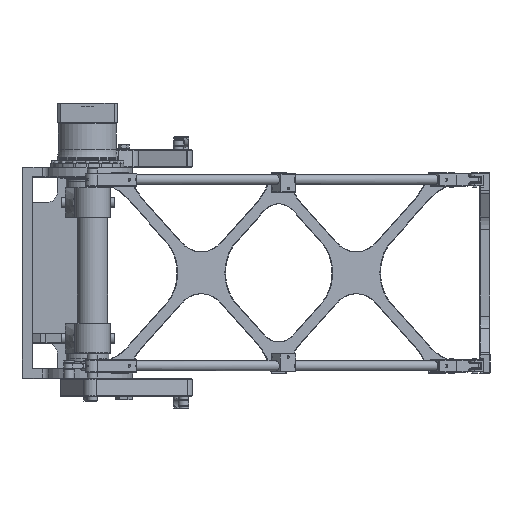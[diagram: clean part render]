
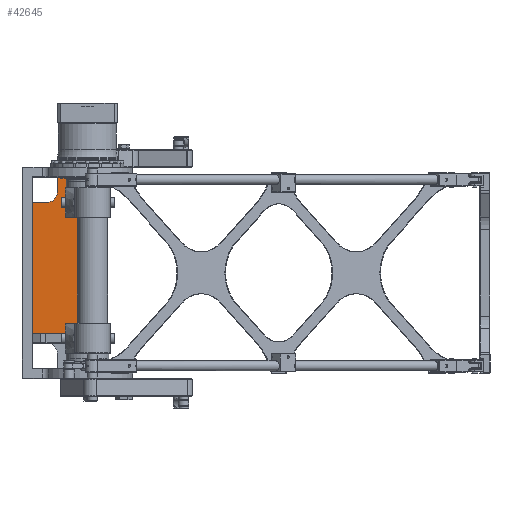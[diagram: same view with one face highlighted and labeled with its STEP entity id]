
A CAD part, left-side view. The second image highlights one B-rep face of the part: STEP entity #42645.
In plain terms, the highlighted planar face has unit normal (-1, 0, 0).
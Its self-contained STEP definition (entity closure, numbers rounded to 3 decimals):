
#3348=CIRCLE('',#46129,20.);
#6299=FACE_OUTER_BOUND('',#9301,.T.);
#9301=EDGE_LOOP('',(#32017,#32018,#32019,#32020,#32021,#32022,#32023,#32024));
#12632=LINE('',#69717,#16255);
#12761=LINE('',#70556,#16384);
#12765=LINE('',#70564,#16388);
#12830=LINE('',#70734,#16453);
#12895=LINE('',#70899,#16518);
#12900=LINE('',#70911,#16523);
#12901=LINE('',#70912,#16524);
#16255=VECTOR('',#51918,10.);
#16384=VECTOR('',#52919,10.);
#16388=VECTOR('',#52925,10.);
#16453=VECTOR('',#53096,10.);
#16518=VECTOR('',#53313,10.);
#16523=VECTOR('',#53326,10.);
#16524=VECTOR('',#53327,10.);
#19880=VERTEX_POINT('',#69715);
#19881=VERTEX_POINT('',#69716);
#20154=VERTEX_POINT('',#70554);
#20155=VERTEX_POINT('',#70555);
#20158=VERTEX_POINT('',#70563);
#20210=VERTEX_POINT('',#70732);
#20233=VERTEX_POINT('',#70893);
#20237=VERTEX_POINT('',#70910);
#24090=EDGE_CURVE('',#19880,#19881,#12632,.T.);
#24409=EDGE_CURVE('',#20154,#20155,#12761,.T.);
#24413=EDGE_CURVE('',#19881,#20158,#12765,.F.);
#24500=EDGE_CURVE('',#20210,#19880,#12830,.T.);
#24578=EDGE_CURVE('',#20155,#20233,#3348,.T.);
#24581=EDGE_CURVE('',#20233,#20210,#12895,.T.);
#24587=EDGE_CURVE('',#20237,#20154,#12900,.T.);
#24588=EDGE_CURVE('',#20158,#20237,#12901,.T.);
#32017=ORIENTED_EDGE('',*,*,#24090,.F.);
#32018=ORIENTED_EDGE('',*,*,#24500,.F.);
#32019=ORIENTED_EDGE('',*,*,#24581,.F.);
#32020=ORIENTED_EDGE('',*,*,#24578,.F.);
#32021=ORIENTED_EDGE('',*,*,#24409,.F.);
#32022=ORIENTED_EDGE('',*,*,#24587,.F.);
#32023=ORIENTED_EDGE('',*,*,#24588,.F.);
#32024=ORIENTED_EDGE('',*,*,#24413,.F.);
#40887=PLANE('',#46135);
#42645=ADVANCED_FACE('',(#6299),#40887,.F.);
#46129=AXIS2_PLACEMENT_3D('',#70894,#53306,#53307);
#46135=AXIS2_PLACEMENT_3D('',#70909,#53324,#53325);
#51918=DIRECTION('',(0.,0.,-1.));
#52919=DIRECTION('',(0.,-1.,0.));
#52925=DIRECTION('',(0.,-0.707,-0.707));
#53096=DIRECTION('',(0.,-1.,0.));
#53306=DIRECTION('center_axis',(-1.,0.,0.));
#53307=DIRECTION('ref_axis',(0.,1.,0.));
#53313=DIRECTION('',(0.,0.,1.));
#53324=DIRECTION('center_axis',(1.,0.,0.));
#53325=DIRECTION('ref_axis',(0.,0.,-1.));
#53326=DIRECTION('',(0.,0.,1.));
#53327=DIRECTION('',(0.,1.,0.));
#69715=CARTESIAN_POINT('',(-165.,10.,0.));
#69716=CARTESIAN_POINT('',(-165.,10.,-311.));
#69717=CARTESIAN_POINT('',(-165.,10.,-190.));
#70554=CARTESIAN_POINT('',(-165.,110.,-50.));
#70555=CARTESIAN_POINT('',(-165.,80.,-50.));
#70556=CARTESIAN_POINT('',(-165.,91.042,-50.));
#70563=CARTESIAN_POINT('',(-165.,11.,-310.));
#70564=CARTESIAN_POINT('',(-165.,29.419,-291.581));
#70732=CARTESIAN_POINT('',(-165.,60.,0.));
#70734=CARTESIAN_POINT('',(-165.,33.209,0.));
#70893=CARTESIAN_POINT('',(-165.,60.,-30.));
#70894=CARTESIAN_POINT('Origin',(-165.,80.,-30.));
#70899=CARTESIAN_POINT('',(-165.,60.,-30.));
#70909=CARTESIAN_POINT('Origin',(-165.,55.689,-280.013));
#70910=CARTESIAN_POINT('',(-165.,110.,-310.));
#70911=CARTESIAN_POINT('',(-165.,110.,-130.007));
#70912=CARTESIAN_POINT('',(-165.,10.,-310.));
